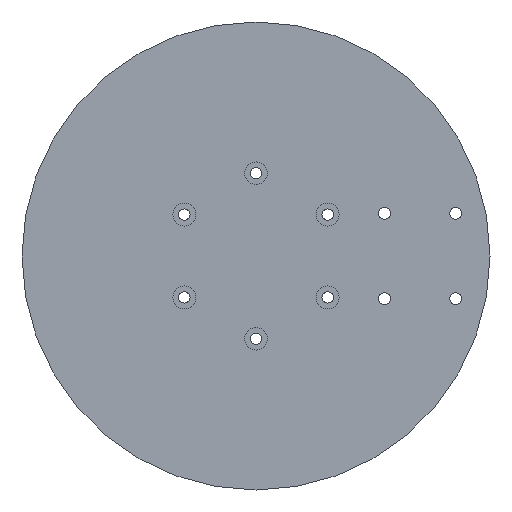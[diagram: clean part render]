
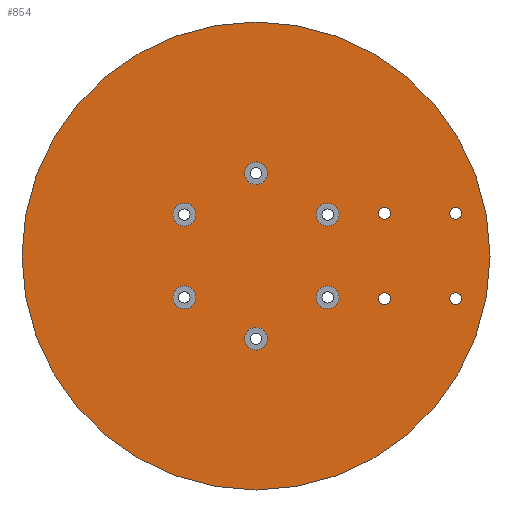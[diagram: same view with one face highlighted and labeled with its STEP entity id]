
A CAD part, front view. The second image highlights one B-rep face of the part: STEP entity #854.
In plain terms, the highlighted planar face has unit normal (0, -1, 0).
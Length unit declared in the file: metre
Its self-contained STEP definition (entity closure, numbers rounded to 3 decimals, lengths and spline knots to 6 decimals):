
#157=PLANE('',#941);
#243=ORIENTED_EDGE('',*,*,#449,.F.);
#244=ORIENTED_EDGE('',*,*,#450,.T.);
#245=ORIENTED_EDGE('',*,*,#451,.T.);
#246=ORIENTED_EDGE('',*,*,#452,.T.);
#247=ORIENTED_EDGE('',*,*,#404,.F.);
#248=ORIENTED_EDGE('',*,*,#406,.F.);
#249=ORIENTED_EDGE('',*,*,#408,.T.);
#250=ORIENTED_EDGE('',*,*,#410,.T.);
#251=ORIENTED_EDGE('',*,*,#453,.T.);
#252=ORIENTED_EDGE('',*,*,#454,.F.);
#253=ORIENTED_EDGE('',*,*,#455,.F.);
#404=EDGE_CURVE('',#510,#510,#592,.T.);
#406=EDGE_CURVE('',#512,#512,#594,.T.);
#408=EDGE_CURVE('',#514,#514,#596,.T.);
#410=EDGE_CURVE('',#516,#516,#598,.T.);
#449=EDGE_CURVE('',#555,#555,#613,.T.);
#450=EDGE_CURVE('',#556,#556,#614,.T.);
#451=EDGE_CURVE('',#557,#557,#615,.T.);
#452=EDGE_CURVE('',#558,#558,#616,.T.);
#453=EDGE_CURVE('',#559,#559,#617,.T.);
#454=EDGE_CURVE('',#560,#560,#618,.T.);
#455=EDGE_CURVE('',#561,#561,#619,.T.);
#510=VERTEX_POINT('',#1247);
#512=VERTEX_POINT('',#1252);
#514=VERTEX_POINT('',#1257);
#516=VERTEX_POINT('',#1262);
#555=VERTEX_POINT('',#1348);
#556=VERTEX_POINT('',#1350);
#557=VERTEX_POINT('',#1352);
#558=VERTEX_POINT('',#1354);
#559=VERTEX_POINT('',#1356);
#560=VERTEX_POINT('',#1358);
#561=VERTEX_POINT('',#1360);
#592=CIRCLE('',#910,0.0021);
#594=CIRCLE('',#913,0.0021);
#596=CIRCLE('',#916,0.0021);
#598=CIRCLE('',#919,0.0021);
#613=CIRCLE('',#942,0.004);
#614=CIRCLE('',#943,0.004);
#615=CIRCLE('',#944,0.004);
#616=CIRCLE('',#945,0.082);
#617=CIRCLE('',#946,0.004);
#618=CIRCLE('',#947,0.004);
#619=CIRCLE('',#948,0.004);
#657=EDGE_LOOP('',(#243));
#658=EDGE_LOOP('',(#244));
#659=EDGE_LOOP('',(#245));
#660=EDGE_LOOP('',(#246));
#661=EDGE_LOOP('',(#247));
#662=EDGE_LOOP('',(#248));
#663=EDGE_LOOP('',(#249));
#664=EDGE_LOOP('',(#250));
#665=EDGE_LOOP('',(#251));
#666=EDGE_LOOP('',(#252));
#667=EDGE_LOOP('',(#253));
#757=FACE_BOUND('',#657,.T.);
#758=FACE_BOUND('',#658,.T.);
#759=FACE_BOUND('',#659,.T.);
#760=FACE_BOUND('',#660,.T.);
#761=FACE_BOUND('',#661,.T.);
#762=FACE_BOUND('',#662,.T.);
#763=FACE_BOUND('',#663,.T.);
#764=FACE_BOUND('',#664,.T.);
#765=FACE_BOUND('',#665,.T.);
#766=FACE_BOUND('',#666,.T.);
#767=FACE_BOUND('',#667,.T.);
#854=ADVANCED_FACE('',(#757,#758,#759,#760,#761,#762,#763,#764,#765,#766,
#767),#157,.T.);
#910=AXIS2_PLACEMENT_3D('',#1246,#1000,#1001);
#913=AXIS2_PLACEMENT_3D('',#1251,#1006,#1007);
#916=AXIS2_PLACEMENT_3D('',#1256,#1012,#1013);
#919=AXIS2_PLACEMENT_3D('',#1261,#1018,#1019);
#941=AXIS2_PLACEMENT_3D('',#1346,#1086,#1087);
#942=AXIS2_PLACEMENT_3D('',#1347,#1088,#1089);
#943=AXIS2_PLACEMENT_3D('',#1349,#1090,#1091);
#944=AXIS2_PLACEMENT_3D('',#1351,#1092,#1093);
#945=AXIS2_PLACEMENT_3D('',#1353,#1094,#1095);
#946=AXIS2_PLACEMENT_3D('',#1355,#1096,#1097);
#947=AXIS2_PLACEMENT_3D('',#1357,#1098,#1099);
#948=AXIS2_PLACEMENT_3D('',#1359,#1100,#1101);
#1000=DIRECTION('',(0.,-1.,0.));
#1001=DIRECTION('',(0.,0.,-1.));
#1006=DIRECTION('',(0.,-1.,0.));
#1007=DIRECTION('',(0.,0.,-1.));
#1012=DIRECTION('',(0.,1.,0.));
#1013=DIRECTION('',(0.,0.,-1.));
#1018=DIRECTION('',(0.,1.,0.));
#1019=DIRECTION('',(0.,0.,-1.));
#1086=DIRECTION('',(0.,-1.,0.));
#1087=DIRECTION('',(1.,0.,0.));
#1088=DIRECTION('',(0.,-1.,0.));
#1089=DIRECTION('',(0.,0.,-1.));
#1090=DIRECTION('',(0.,1.,0.));
#1091=DIRECTION('',(0.,0.,-1.));
#1092=DIRECTION('',(0.,1.,0.));
#1093=DIRECTION('',(0.,0.,-1.));
#1094=DIRECTION('',(0.,-1.,0.));
#1095=DIRECTION('',(0.,0.,-1.));
#1096=DIRECTION('',(0.,1.,0.));
#1097=DIRECTION('',(0.,0.,-1.));
#1098=DIRECTION('',(0.,-1.,0.));
#1099=DIRECTION('',(0.,0.,-1.));
#1100=DIRECTION('',(0.,-1.,0.));
#1101=DIRECTION('',(0.,0.,-1.));
#1246=CARTESIAN_POINT('',(0.07,-0.008,0.015));
#1247=CARTESIAN_POINT('',(0.07,-0.008,0.0129));
#1251=CARTESIAN_POINT('',(0.045,-0.008,0.015));
#1252=CARTESIAN_POINT('',(0.045,-0.008,0.0129));
#1256=CARTESIAN_POINT('',(0.045,-0.008,-0.015));
#1257=CARTESIAN_POINT('',(0.045,-0.008,-0.0171));
#1261=CARTESIAN_POINT('',(0.07,-0.008,-0.015));
#1262=CARTESIAN_POINT('',(0.07,-0.008,-0.0171));
#1346=CARTESIAN_POINT('',(0.,-0.008,0.));
#1347=CARTESIAN_POINT('',(0.025115,-0.008,0.0145));
#1348=CARTESIAN_POINT('',(0.025115,-0.008,0.0105));
#1349=CARTESIAN_POINT('',(0.025115,-0.008,-0.0145));
#1350=CARTESIAN_POINT('',(0.025115,-0.008,-0.0185));
#1351=CARTESIAN_POINT('',(0.,-0.008,-0.029));
#1352=CARTESIAN_POINT('',(0.,-0.008,-0.033));
#1353=CARTESIAN_POINT('',(0.,-0.008,0.));
#1354=CARTESIAN_POINT('',(0.,-0.008,-0.082));
#1355=CARTESIAN_POINT('',(-0.025115,-0.008,0.0145));
#1356=CARTESIAN_POINT('',(-0.025115,-0.008,0.0105));
#1357=CARTESIAN_POINT('',(-0.025115,-0.008,-0.0145));
#1358=CARTESIAN_POINT('',(-0.025115,-0.008,-0.0185));
#1359=CARTESIAN_POINT('',(0.,-0.008,0.029));
#1360=CARTESIAN_POINT('',(0.,-0.008,0.025));
